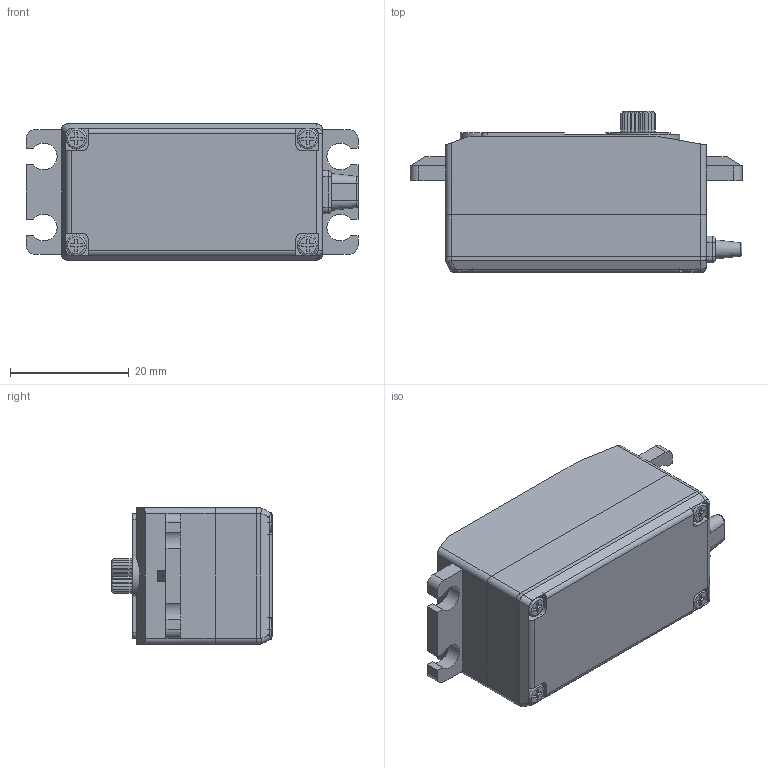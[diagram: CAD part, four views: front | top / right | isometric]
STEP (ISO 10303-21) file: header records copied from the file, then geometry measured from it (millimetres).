
FILE_DESCRIPTION((''),'2;1');
FILE_NAME('HS_75_ASM','2018-04-09T',('servo-csw'),(''),'CREO PARAMETRIC BY PTC INC, 2016050','CREO PARAMETRIC BY PTC INC, 2016050','');
FILE_SCHEMA(('CONFIG_CONTROL_DESIGN'));
Products named in the file (8): HS_75_MIDDLE_CASE; HS_75_4TH_GEAR; HS_75_5TH_GEAR_ASM; HS_75_TOP_CASE; HS_75_LOWER_CASE; 120202000024_18A_CBH_T2XL18; 120105000070_GAG-02-A; HS_75_ASM
Assembly tree (10 placements, depth 3):
  HS_75_ASM
    HS_75_MIDDLE_CASE
    HS_75_5TH_GEAR_ASM
      HS_75_4TH_GEAR
    HS_75_TOP_CASE
    HS_75_LOWER_CASE
    120202000024_18A_CBH_T2XL18  x4
    120105000070_GAG-02-A
Bounding box: 56 x 27.2 x 23 mm (x, y, z)
Volume: 22778.6 mm3; surface area: 11404.6 mm2
Topology: 9 solids, 9 shells, 668 faces, 1760 edges, 1124 vertices
Faces by surface type: plane 284, cylinder 268, bspline 53, cone 38, torus 19, extrusion 4, sphere 2
Entity records: 19824 total; most frequent: CARTESIAN_POINT 6767, ORIENTED_EDGE 2194, DIRECTION 1969, EDGE_CURVE 1097, PRESENTATION_STYLE_ASSIGNMENT 881, STYLED_ITEM 881, CURVE_STYLE 876, VERTEX_POINT 695
